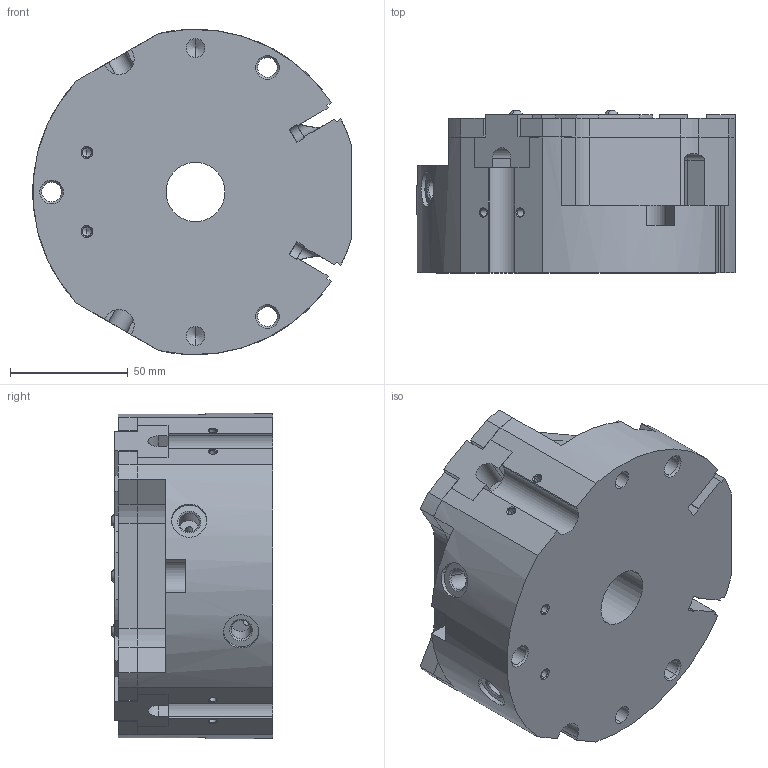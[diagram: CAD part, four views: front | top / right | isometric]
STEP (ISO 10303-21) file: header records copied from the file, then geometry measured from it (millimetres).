
FILE_DESCRIPTION( ( '' ), '1' );
FILE_NAME( 'qpgb313s_op138sbt_0_2_14a.stp', '2010-10-25T14:21:49', ( '' ), ( '' ), ' ', ' ', ' ' );
FILE_SCHEMA( ( 'automotive_design' ) );
Length unit declared in the file: millimetre
Products named in the file (4): 1; 2; 3; 4
Bounding box: 134.96 x 68.65 x 137.97 mm (x, y, z)
Volume: 764355.6 mm3; surface area: 102152.8 mm2
Topology: 4 solids, 4 shells, 448 faces, 1192 edges, 742 vertices
Faces by surface type: plane 213, cylinder 132, cone 97, torus 6
Entity records: 27046 total; most frequent: CARTESIAN_POINT 2742, DIRECTION 2373, STYLED_ITEM 2342, PRESENTATION_STYLE_ASSIGNMENT 2342, COLOUR_RGB 2342, ORIENTED_EDGE 2296, EDGE_CURVE 1148, CURVE_STYLE 1148
